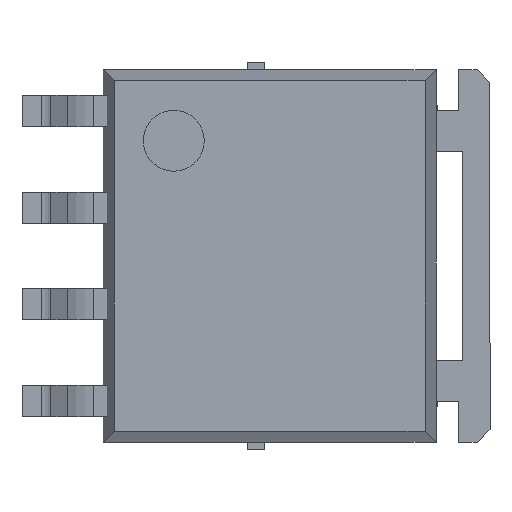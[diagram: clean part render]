
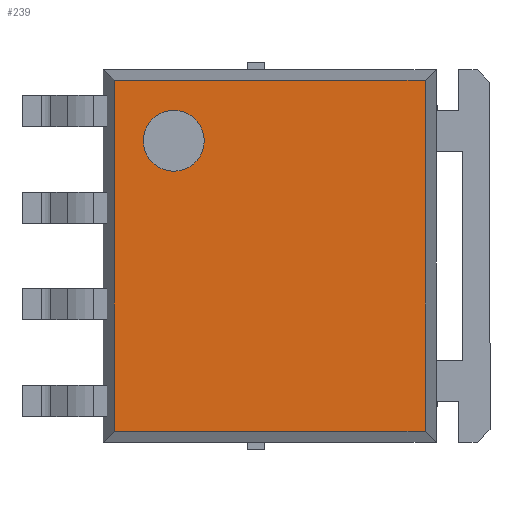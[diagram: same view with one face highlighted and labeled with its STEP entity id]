
A CAD part, top view. The second image highlights one B-rep face of the part: STEP entity #239.
In plain terms, the highlighted planar face has unit normal (0, 0, 1).
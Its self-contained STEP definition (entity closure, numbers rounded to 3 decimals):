
#153 = VERTEX_POINT('',#154);
#154 = CARTESIAN_POINT('',(-2.305,-1.864,1.07));
#159 = EDGE_CURVE('',#160,#153,#162,.T.);
#160 = VERTEX_POINT('',#161);
#161 = CARTESIAN_POINT('',(-2.305,2.216,1.07));
#162 = LINE('',#163,#164);
#163 = CARTESIAN_POINT('',(-2.305,2.361,1.07));
#164 = VECTOR('',#165,1.);
#165 = DIRECTION('',(0.,-1.,0.));
#222 = VERTEX_POINT('',#223);
#223 = CARTESIAN_POINT('',(2.305,-1.864,1.07));
#228 = EDGE_CURVE('',#153,#222,#229,.T.);
#229 = LINE('',#230,#231);
#230 = CARTESIAN_POINT('',(-2.45,-1.864,1.07));
#231 = VECTOR('',#232,1.);
#232 = DIRECTION('',(1.,0.,0.));
#239 = ADVANCED_FACE('',(#240,#258),#269,.T.);
#240 = FACE_BOUND('',#241,.T.);
#241 = EDGE_LOOP('',(#242,#243,#244,#252));
#242 = ORIENTED_EDGE('',*,*,#159,.T.);
#243 = ORIENTED_EDGE('',*,*,#228,.T.);
#244 = ORIENTED_EDGE('',*,*,#245,.T.);
#245 = EDGE_CURVE('',#222,#246,#248,.T.);
#246 = VERTEX_POINT('',#247);
#247 = CARTESIAN_POINT('',(2.305,2.216,1.07));
#248 = LINE('',#249,#250);
#249 = CARTESIAN_POINT('',(2.305,-2.009,1.07));
#250 = VECTOR('',#251,1.);
#251 = DIRECTION('',(0.,1.,0.));
#252 = ORIENTED_EDGE('',*,*,#253,.T.);
#253 = EDGE_CURVE('',#246,#160,#254,.T.);
#254 = LINE('',#255,#256);
#255 = CARTESIAN_POINT('',(2.45,2.216,1.07));
#256 = VECTOR('',#257,1.);
#257 = DIRECTION('',(-1.,0.,0.));
#258 = FACE_BOUND('',#259,.T.);
#259 = EDGE_LOOP('',(#260));
#260 = ORIENTED_EDGE('',*,*,#261,.T.);
#261 = EDGE_CURVE('',#262,#262,#264,.T.);
#262 = VERTEX_POINT('',#263);
#263 = CARTESIAN_POINT('',(-1.512,-0.685,1.07));
#264 = CIRCLE('',#265,0.4);
#265 = AXIS2_PLACEMENT_3D('',#266,#267,#268);
#266 = CARTESIAN_POINT('',(-1.512,-1.085,1.07));
#267 = DIRECTION('',(0.,0.,-1.));
#268 = DIRECTION('',(0.,1.,0.));
#269 = PLANE('',#270);
#270 = AXIS2_PLACEMENT_3D('',#271,#272,#273);
#271 = CARTESIAN_POINT('',(-2.305,2.216,1.07));
#272 = DIRECTION('',(0.,0.,1.));
#273 = DIRECTION('',(0.749,-0.663,0.));
